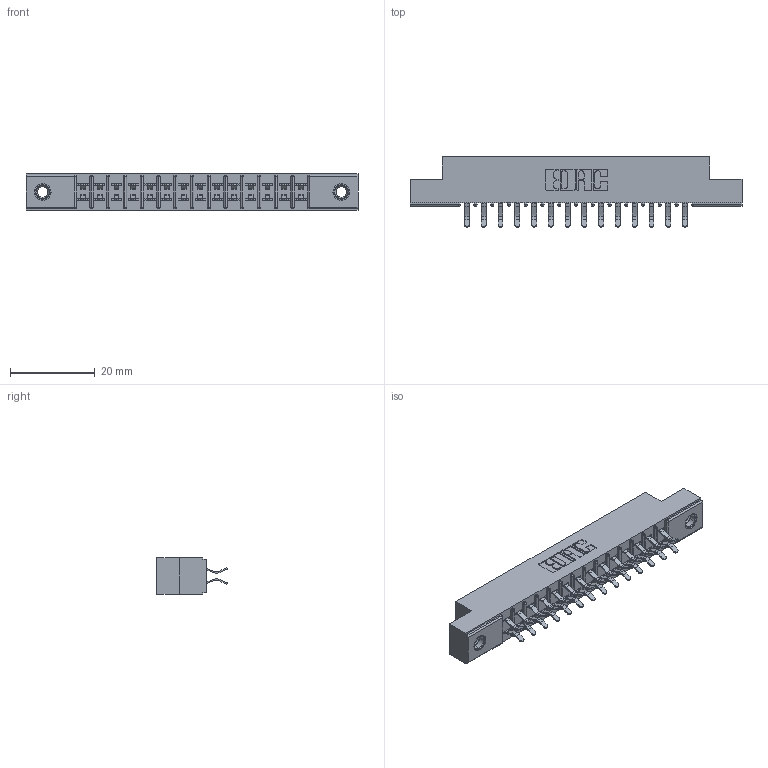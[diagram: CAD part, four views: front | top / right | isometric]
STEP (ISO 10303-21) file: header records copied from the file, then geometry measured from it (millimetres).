
FILE_DESCRIPTION (( 'STEP AP203' ), '1' );
FILE_NAME ('355-028-556-507.STEP', '2019-09-11T06:43:26', ( '' ), ( '' ), 'SwSTEP 2.0', 'SolidWorks 2016', '' );
FILE_SCHEMA (( 'CONFIG_CONTROL_DESIGN' ));
Length unit declared in the file: inch
Products named in the file (4): 355-028-556-507; 305 Part_.156 Dia; 345-250-001_345-250-005-103; 305-290-001_556
Assembly tree (31 placements, depth 2):
  355-028-556-507
    305 Part_.156 Dia
    305-290-001_556  x28
    345-250-001_345-250-005-103  x2
Bounding box: 78.49 x 16.64 x 8.71 mm (x, y, z)
Volume: 4717.1 mm3; surface area: 8936.9 mm2
Topology: 31 solids, 31 shells, 1744 faces, 4974 edges, 3232 vertices
Faces by surface type: plane 968, cylinder 704, sphere 56, cone 12, torus 4
Entity records: 19974 total; most frequent: CARTESIAN_POINT 3291, ORIENTED_EDGE 3256, DIRECTION 3220, EDGE_CURVE 1628, VECTOR 1278, LINE 1278, VERTEX_POINT 1042, AXIS2_PLACEMENT_3D 971
